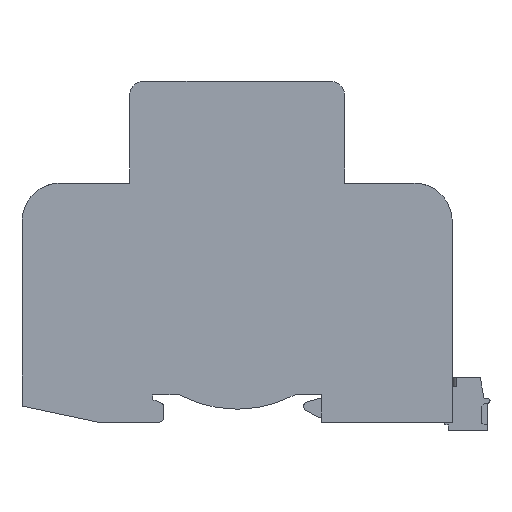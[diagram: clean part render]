
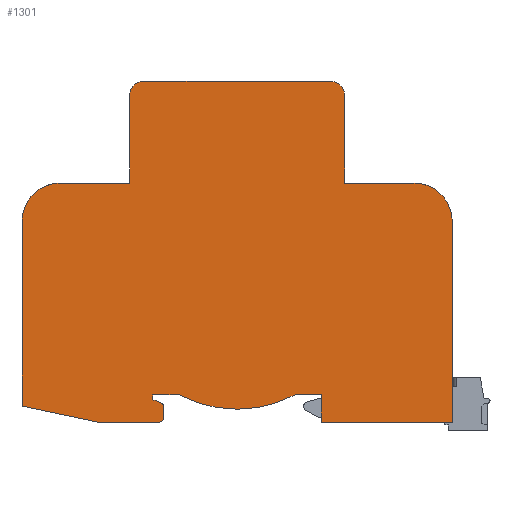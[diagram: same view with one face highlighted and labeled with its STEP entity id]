
A CAD part, left-side view. The second image highlights one B-rep face of the part: STEP entity #1301.
In plain terms, the highlighted planar face has unit normal (-1, 0, 0).
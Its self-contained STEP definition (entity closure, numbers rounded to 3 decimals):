
#1127=AXIS2_PLACEMENT_3D('Circle Axis2P3D',#1125,#1126,$) ;
#1145=AXIS2_PLACEMENT_3D('Plane Axis2P3D',#1142,#1143,#1144) ;
#1163=AXIS2_PLACEMENT_3D('Circle Axis2P3D',#1161,#1162,$) ;
#1177=AXIS2_PLACEMENT_3D('Circle Axis2P3D',#1175,#1176,$) ;
#1198=AXIS2_PLACEMENT_3D('Circle Axis2P3D',#1196,#1197,$) ;
#1226=AXIS2_PLACEMENT_3D('Circle Axis2P3D',#1224,#1225,$) ;
#1240=AXIS2_PLACEMENT_3D('Circle Axis2P3D',#1238,#1239,$) ;
#1268=AXIS2_PLACEMENT_3D('Circle Axis2P3D',#1266,#1267,$) ;
#224=CARTESIAN_POINT('Vertex',(0.,7.9,43.8)) ;
#227=CARTESIAN_POINT('Line Origine',(0.,7.9,22.8)) ;
#231=CARTESIAN_POINT('Vertex',(0.,7.9,1.8)) ;
#553=CARTESIAN_POINT('Vertex',(0.,35.25,1.8)) ;
#594=CARTESIAN_POINT('Line Origine',(0.,21.575,1.8)) ;
#806=CARTESIAN_POINT('Vertex',(0.,35.25,7.5)) ;
#809=CARTESIAN_POINT('Line Origine',(0.,38.013,7.5)) ;
#813=CARTESIAN_POINT('Vertex',(0.,40.776,7.5)) ;
#1122=CARTESIAN_POINT('Vertex',(0.,15.9,51.8)) ;
#1125=CARTESIAN_POINT('Axis2P3D Location',(0.,15.9,43.8)) ;
#1142=CARTESIAN_POINT('Axis2P3D Location',(0.,52.9,1.8)) ;
#1147=CARTESIAN_POINT('Line Origine',(0.,23.15,51.8)) ;
#1151=CARTESIAN_POINT('Vertex',(0.,30.4,51.8)) ;
#1154=CARTESIAN_POINT('Line Origine',(0.,30.4,60.944)) ;
#1158=CARTESIAN_POINT('Vertex',(0.,30.4,70.087)) ;
#1161=CARTESIAN_POINT('Axis2P3D Location',(0.,33.4,70.087)) ;
#1165=CARTESIAN_POINT('Vertex',(0.,33.4,73.087)) ;
#1168=CARTESIAN_POINT('Line Origine',(0.,52.9,73.087)) ;
#1172=CARTESIAN_POINT('Vertex',(0.,72.4,73.087)) ;
#1175=CARTESIAN_POINT('Axis2P3D Location',(0.,72.4,70.087)) ;
#1179=CARTESIAN_POINT('Vertex',(0.,75.4,70.087)) ;
#1182=CARTESIAN_POINT('Line Origine',(0.,75.4,60.944)) ;
#1186=CARTESIAN_POINT('Vertex',(0.,75.4,51.8)) ;
#1189=CARTESIAN_POINT('Line Origine',(0.,82.65,51.8)) ;
#1193=CARTESIAN_POINT('Vertex',(0.,89.9,51.8)) ;
#1196=CARTESIAN_POINT('Axis2P3D Location',(0.,89.9,43.8)) ;
#1200=CARTESIAN_POINT('Vertex',(0.,97.9,43.8)) ;
#1203=CARTESIAN_POINT('Line Origine',(0.,97.9,24.469)) ;
#1207=CARTESIAN_POINT('Vertex',(0.,97.9,5.137)) ;
#1210=CARTESIAN_POINT('Line Origine',(0.,90.05,3.469)) ;
#1214=CARTESIAN_POINT('Vertex',(0.,82.2,1.8)) ;
#1217=CARTESIAN_POINT('Line Origine',(0.,75.725,1.8)) ;
#1221=CARTESIAN_POINT('Vertex',(0.,69.25,1.8)) ;
#1224=CARTESIAN_POINT('Axis2P3D Location',(0.,69.25,2.8)) ;
#1228=CARTESIAN_POINT('Vertex',(0.,68.25,2.8)) ;
#1231=CARTESIAN_POINT('Line Origine',(0.,68.25,3.859)) ;
#1235=CARTESIAN_POINT('Vertex',(0.,68.25,4.917)) ;
#1238=CARTESIAN_POINT('Axis2P3D Location',(0.,69.25,4.917)) ;
#1242=CARTESIAN_POINT('Vertex',(0.,68.886,5.849)) ;
#1245=CARTESIAN_POINT('Line Origine',(0.,69.718,6.174)) ;
#1249=CARTESIAN_POINT('Vertex',(0.,70.55,6.5)) ;
#1252=CARTESIAN_POINT('Line Origine',(0.,70.55,7.)) ;
#1256=CARTESIAN_POINT('Vertex',(0.,70.55,7.5)) ;
#1259=CARTESIAN_POINT('Line Origine',(0.,67.787,7.5)) ;
#1263=CARTESIAN_POINT('Vertex',(0.,65.024,7.5)) ;
#1266=CARTESIAN_POINT('Axis2P3D Location',(0.,52.9,30.5)) ;
#1271=CARTESIAN_POINT('Line Origine',(0.,35.25,4.65)) ;
#228=DIRECTION('Vector Direction',(0.,0.,1.)) ;
#595=DIRECTION('Vector Direction',(0.,1.,0.)) ;
#810=DIRECTION('Vector Direction',(0.,1.,0.)) ;
#1126=DIRECTION('Axis2P3D Direction',(1.,0.,0.)) ;
#1143=DIRECTION('Axis2P3D Direction',(-1.,0.,0.)) ;
#1144=DIRECTION('Axis2P3D XDirection',(0.,-1.,0.)) ;
#1148=DIRECTION('Vector Direction',(0.,1.,0.)) ;
#1155=DIRECTION('Vector Direction',(0.,0.,1.)) ;
#1162=DIRECTION('Axis2P3D Direction',(-1.,0.,0.)) ;
#1169=DIRECTION('Vector Direction',(0.,1.,0.)) ;
#1176=DIRECTION('Axis2P3D Direction',(-1.,0.,0.)) ;
#1183=DIRECTION('Vector Direction',(0.,0.,1.)) ;
#1190=DIRECTION('Vector Direction',(0.,1.,0.)) ;
#1197=DIRECTION('Axis2P3D Direction',(-1.,0.,0.)) ;
#1204=DIRECTION('Vector Direction',(0.,0.,-1.)) ;
#1211=DIRECTION('Vector Direction',(0.,-0.978,-0.208)) ;
#1218=DIRECTION('Vector Direction',(0.,1.,0.)) ;
#1225=DIRECTION('Axis2P3D Direction',(-1.,0.,0.)) ;
#1232=DIRECTION('Vector Direction',(0.,0.,-1.)) ;
#1239=DIRECTION('Axis2P3D Direction',(-1.,0.,0.)) ;
#1246=DIRECTION('Vector Direction',(0.,-0.931,-0.364)) ;
#1253=DIRECTION('Vector Direction',(0.,0.,1.)) ;
#1260=DIRECTION('Vector Direction',(0.,1.,0.)) ;
#1267=DIRECTION('Axis2P3D Direction',(-1.,0.,0.)) ;
#1272=DIRECTION('Vector Direction',(0.,0.,-1.)) ;
#229=VECTOR('Line Direction',#228,1.) ;
#596=VECTOR('Line Direction',#595,1.) ;
#811=VECTOR('Line Direction',#810,1.) ;
#1149=VECTOR('Line Direction',#1148,1.) ;
#1156=VECTOR('Line Direction',#1155,1.) ;
#1170=VECTOR('Line Direction',#1169,1.) ;
#1184=VECTOR('Line Direction',#1183,1.) ;
#1191=VECTOR('Line Direction',#1190,1.) ;
#1205=VECTOR('Line Direction',#1204,1.) ;
#1212=VECTOR('Line Direction',#1211,1.) ;
#1219=VECTOR('Line Direction',#1218,1.) ;
#1233=VECTOR('Line Direction',#1232,1.) ;
#1247=VECTOR('Line Direction',#1246,1.) ;
#1254=VECTOR('Line Direction',#1253,1.) ;
#1261=VECTOR('Line Direction',#1260,1.) ;
#1273=VECTOR('Line Direction',#1272,1.) ;
#1277=ORIENTED_EDGE('',*,*,#233,.F.) ;
#1278=ORIENTED_EDGE('',*,*,#1129,.T.) ;
#1279=ORIENTED_EDGE('',*,*,#1153,.T.) ;
#1280=ORIENTED_EDGE('',*,*,#1160,.T.) ;
#1281=ORIENTED_EDGE('',*,*,#1167,.T.) ;
#1282=ORIENTED_EDGE('',*,*,#1174,.T.) ;
#1283=ORIENTED_EDGE('',*,*,#1181,.T.) ;
#1284=ORIENTED_EDGE('',*,*,#1188,.F.) ;
#1285=ORIENTED_EDGE('',*,*,#1195,.T.) ;
#1286=ORIENTED_EDGE('',*,*,#1202,.F.) ;
#1287=ORIENTED_EDGE('',*,*,#1209,.T.) ;
#1288=ORIENTED_EDGE('',*,*,#1216,.T.) ;
#1289=ORIENTED_EDGE('',*,*,#1223,.F.) ;
#1290=ORIENTED_EDGE('',*,*,#1230,.T.) ;
#1291=ORIENTED_EDGE('',*,*,#1237,.T.) ;
#1292=ORIENTED_EDGE('',*,*,#1244,.T.) ;
#1293=ORIENTED_EDGE('',*,*,#1251,.F.) ;
#1294=ORIENTED_EDGE('',*,*,#1258,.T.) ;
#1295=ORIENTED_EDGE('',*,*,#1265,.T.) ;
#1296=ORIENTED_EDGE('',*,*,#1270,.T.) ;
#1297=ORIENTED_EDGE('',*,*,#815,.T.) ;
#1298=ORIENTED_EDGE('',*,*,#1275,.T.) ;
#1299=ORIENTED_EDGE('',*,*,#598,.F.) ;
#1301=ADVANCED_FACE('\X2\00DC\X0\BERSPANNUNGSSCHUTZ',(#1300),#1146,.T.) ;
#1128=CIRCLE('generated circle',#1127,8.) ;
#1164=CIRCLE('generated circle',#1163,3.) ;
#1178=CIRCLE('generated circle',#1177,3.) ;
#1199=CIRCLE('generated circle',#1198,8.) ;
#1227=CIRCLE('generated circle',#1226,1.) ;
#1241=CIRCLE('generated circle',#1240,1.) ;
#1269=CIRCLE('generated circle',#1268,26.) ;
#233=EDGE_CURVE('',#225,#232,#230,.F.) ;
#598=EDGE_CURVE('',#232,#554,#597,.T.) ;
#815=EDGE_CURVE('',#814,#807,#812,.F.) ;
#1129=EDGE_CURVE('',#225,#1123,#1128,.F.) ;
#1153=EDGE_CURVE('',#1123,#1152,#1150,.T.) ;
#1160=EDGE_CURVE('',#1152,#1159,#1157,.T.) ;
#1167=EDGE_CURVE('',#1159,#1166,#1164,.T.) ;
#1174=EDGE_CURVE('',#1166,#1173,#1171,.T.) ;
#1181=EDGE_CURVE('',#1173,#1180,#1178,.T.) ;
#1188=EDGE_CURVE('',#1187,#1180,#1185,.T.) ;
#1195=EDGE_CURVE('',#1187,#1194,#1192,.T.) ;
#1202=EDGE_CURVE('',#1201,#1194,#1199,.F.) ;
#1209=EDGE_CURVE('',#1201,#1208,#1206,.T.) ;
#1216=EDGE_CURVE('',#1208,#1215,#1213,.T.) ;
#1223=EDGE_CURVE('',#1222,#1215,#1220,.T.) ;
#1230=EDGE_CURVE('',#1222,#1229,#1227,.T.) ;
#1237=EDGE_CURVE('',#1229,#1236,#1234,.F.) ;
#1244=EDGE_CURVE('',#1236,#1243,#1241,.T.) ;
#1251=EDGE_CURVE('',#1250,#1243,#1248,.T.) ;
#1258=EDGE_CURVE('',#1250,#1257,#1255,.T.) ;
#1265=EDGE_CURVE('',#1257,#1264,#1262,.F.) ;
#1270=EDGE_CURVE('',#1264,#814,#1269,.T.) ;
#1275=EDGE_CURVE('',#807,#554,#1274,.T.) ;
#1276=EDGE_LOOP('',(#1277,#1278,#1279,#1280,#1281,#1282,#1283,#1284,#1285,#1286,#1287,#1288,#1289,#1290,#1291,#1292,#1293,#1294,#1295,#1296,#1297,#1298,#1299)) ;
#1300=FACE_OUTER_BOUND('',#1276,.T.) ;
#230=LINE('Line',#227,#229) ;
#597=LINE('Line',#594,#596) ;
#812=LINE('Line',#809,#811) ;
#1150=LINE('Line',#1147,#1149) ;
#1157=LINE('Line',#1154,#1156) ;
#1171=LINE('Line',#1168,#1170) ;
#1185=LINE('Line',#1182,#1184) ;
#1192=LINE('Line',#1189,#1191) ;
#1206=LINE('Line',#1203,#1205) ;
#1213=LINE('Line',#1210,#1212) ;
#1220=LINE('Line',#1217,#1219) ;
#1234=LINE('Line',#1231,#1233) ;
#1248=LINE('Line',#1245,#1247) ;
#1255=LINE('Line',#1252,#1254) ;
#1262=LINE('Line',#1259,#1261) ;
#1274=LINE('Line',#1271,#1273) ;
#1146=PLANE('',#1145) ;
#225=VERTEX_POINT('',#224) ;
#232=VERTEX_POINT('',#231) ;
#554=VERTEX_POINT('',#553) ;
#807=VERTEX_POINT('',#806) ;
#814=VERTEX_POINT('',#813) ;
#1123=VERTEX_POINT('',#1122) ;
#1152=VERTEX_POINT('',#1151) ;
#1159=VERTEX_POINT('',#1158) ;
#1166=VERTEX_POINT('',#1165) ;
#1173=VERTEX_POINT('',#1172) ;
#1180=VERTEX_POINT('',#1179) ;
#1187=VERTEX_POINT('',#1186) ;
#1194=VERTEX_POINT('',#1193) ;
#1201=VERTEX_POINT('',#1200) ;
#1208=VERTEX_POINT('',#1207) ;
#1215=VERTEX_POINT('',#1214) ;
#1222=VERTEX_POINT('',#1221) ;
#1229=VERTEX_POINT('',#1228) ;
#1236=VERTEX_POINT('',#1235) ;
#1243=VERTEX_POINT('',#1242) ;
#1250=VERTEX_POINT('',#1249) ;
#1257=VERTEX_POINT('',#1256) ;
#1264=VERTEX_POINT('',#1263) ;
